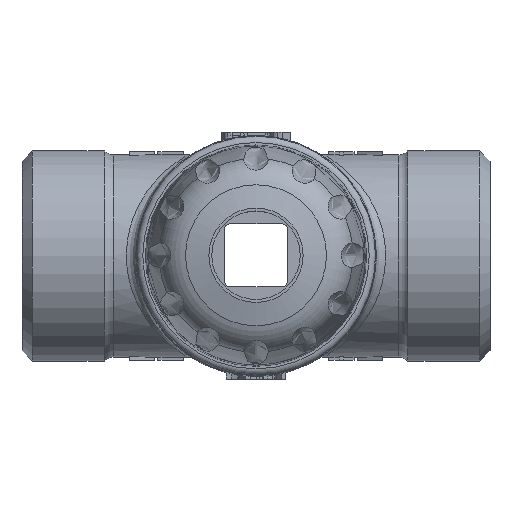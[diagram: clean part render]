
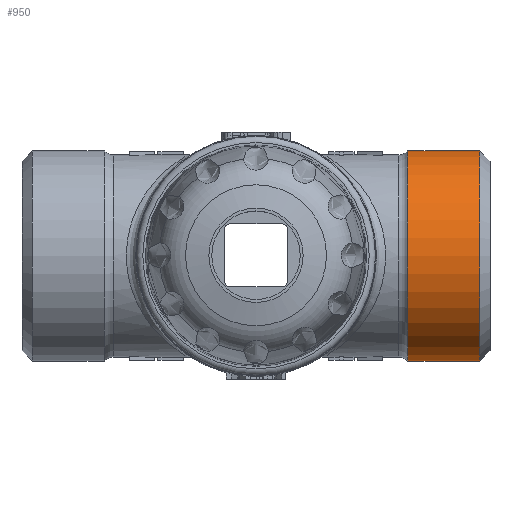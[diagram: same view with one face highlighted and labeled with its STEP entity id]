
A CAD part, top view. The second image highlights one B-rep face of the part: STEP entity #950.
In plain terms, the highlighted cylindrical face has radius 16.625 mm (diameter 33.249 mm), a full revolution.
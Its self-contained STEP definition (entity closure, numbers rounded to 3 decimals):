
#950 = ADVANCED_FACE( '', ( #2134, #2135 ), #2136, .T. );
#2134 = FACE_OUTER_BOUND( '', #4742, .T. );
#2135 = FACE_OUTER_BOUND( '', #4743, .T. );
#2136 = CYLINDRICAL_SURFACE( '', #4744, 16.625 );
#4742 = EDGE_LOOP( '', ( #8557 ) );
#4743 = EDGE_LOOP( '', ( #8558 ) );
#4744 = AXIS2_PLACEMENT_3D( '', #8559, #8560, #8561 );
#8557 = ORIENTED_EDGE( '', *, *, #11064, .T. );
#8558 = ORIENTED_EDGE( '', *, *, #11521, .T. );
#8559 = CARTESIAN_POINT( '', ( 24., 0., 45. ) );
#8560 = DIRECTION( '', ( -1., 0., 0. ) );
#8561 = DIRECTION( '', ( 0., 0., -1. ) );
#11064 = EDGE_CURVE( '', #12873, #12873, #12874, .F. );
#11521 = EDGE_CURVE( '', #13568, #13568, #13569, .T. );
#12873 = VERTEX_POINT( '', #17193 );
#12874 = CIRCLE( '', #17194, 16.625 );
#13568 = VERTEX_POINT( '', #20015 );
#13569 = CIRCLE( '', #20016, 16.625 );
#17193 = CARTESIAN_POINT( '', ( 35.376, 0., 28.376 ) );
#17194 = AXIS2_PLACEMENT_3D( '', #22877, #22878, #22879 );
#20015 = CARTESIAN_POINT( '', ( 24., 16.625, 45. ) );
#20016 = AXIS2_PLACEMENT_3D( '', #23357, #23358, #23359 );
#22877 = CARTESIAN_POINT( '', ( 35.376, 0., 45. ) );
#22878 = DIRECTION( '', ( 1., 0., 0. ) );
#22879 = DIRECTION( '', ( 0., 0., -1. ) );
#23357 = CARTESIAN_POINT( '', ( 24., 0., 45. ) );
#23358 = DIRECTION( '', ( 1., 0., 0. ) );
#23359 = DIRECTION( '', ( 0., 1., 0. ) );
